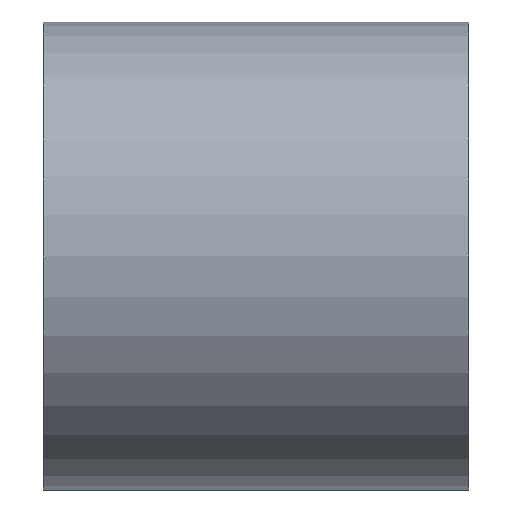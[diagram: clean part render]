
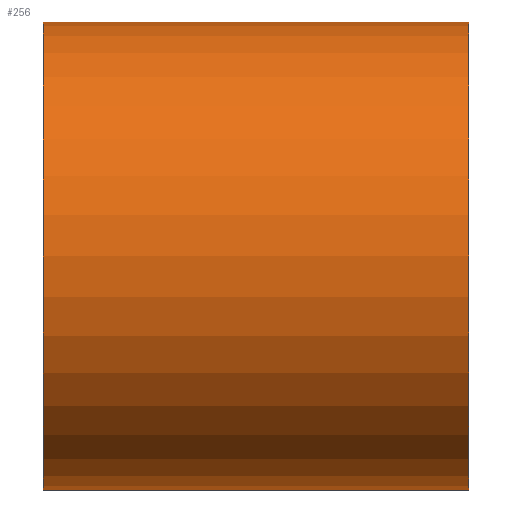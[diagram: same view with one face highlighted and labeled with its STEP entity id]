
A CAD part, left-side view. The second image highlights one B-rep face of the part: STEP entity #256.
In plain terms, the highlighted cylindrical face has radius 11 mm (diameter 22 mm), a partial arc.
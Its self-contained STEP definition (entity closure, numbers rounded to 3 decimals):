
#156 = AXIS2_PLACEMENT_3D ( 'NONE', #169, #168, #167 ) ;
#159 = CYLINDRICAL_SURFACE ( 'NONE', #156, 11. ) ;
#160 = FACE_OUTER_BOUND ( 'NONE', #253, .T. ) ;
#167 = DIRECTION ( 'NONE',  ( 0., 0., 1. ) ) ;
#168 = DIRECTION ( 'NONE',  ( 0., 1., 0. ) ) ;
#169 = CARTESIAN_POINT ( 'NONE',  ( 0., 13.586, 0. ) ) ;
#253 = EDGE_LOOP ( 'NONE', ( #254, #279, #281, #294 ) ) ;
#254 = ORIENTED_EDGE ( 'NONE', *, *, #2287, .F. ) ;
#256 = ADVANCED_FACE ( 'NONE', ( #160 ), #159, .T. ) ;
#269 = VERTEX_POINT ( 'NONE', #1847 ) ;
#279 = ORIENTED_EDGE ( 'NONE', *, *, #280, .T. ) ;
#280 = EDGE_CURVE ( 'NONE', #269, #292, #1588, .T. ) ;
#281 = ORIENTED_EDGE ( 'NONE', *, *, #2274, .T. ) ;
#292 = VERTEX_POINT ( 'NONE', #1570 ) ;
#294 = ORIENTED_EDGE ( 'NONE', *, *, #295, .T. ) ;
#295 = EDGE_CURVE ( 'NONE', #2272, #2314, #1616, .T. ) ;
#1570 = CARTESIAN_POINT ( 'NONE',  ( 0., -10., 11. ) ) ;
#1576 = DIRECTION ( 'NONE',  ( 0., 0., 1. ) ) ;
#1577 = DIRECTION ( 'NONE',  ( 0., 1., 0. ) ) ;
#1578 = AXIS2_PLACEMENT_3D ( 'NONE', #1581, #1577, #1576 ) ;
#1581 = CARTESIAN_POINT ( 'NONE',  ( 0., -10., 0. ) ) ;
#1584 = DIRECTION ( 'NONE',  ( 0., 0., -1. ) ) ;
#1585 = DIRECTION ( 'NONE',  ( 0., -1., 0. ) ) ;
#1586 = CARTESIAN_POINT ( 'NONE',  ( 0., 10., 0. ) ) ;
#1587 = AXIS2_PLACEMENT_3D ( 'NONE', #1586, #1585, #1584 ) ;
#1588 = CIRCLE ( 'NONE', #1578, 11. ) ;
#1616 = CIRCLE ( 'NONE', #1587, 11. ) ;
#1847 = CARTESIAN_POINT ( 'NONE',  ( 0., -10., -11. ) ) ;
#2272 = VERTEX_POINT ( 'NONE', #2409 ) ;
#2274 = EDGE_CURVE ( 'NONE', #292, #2272, #2402, .T. ) ;
#2287 = EDGE_CURVE ( 'NONE', #269, #2314, #2441, .T. ) ;
#2314 = VERTEX_POINT ( 'NONE', #2568 ) ;
#2389 = CARTESIAN_POINT ( 'NONE',  ( 0., 13.586, 11. ) ) ;
#2402 = LINE ( 'NONE', #2389, #2417 ) ;
#2409 = CARTESIAN_POINT ( 'NONE',  ( 0., 10., 11. ) ) ;
#2412 = DIRECTION ( 'NONE',  ( 0., 1., 0. ) ) ;
#2417 = VECTOR ( 'NONE', #2412, 1000. ) ;
#2418 = VECTOR ( 'NONE', #2431, 1000. ) ;
#2431 = DIRECTION ( 'NONE',  ( 0., 1., 0. ) ) ;
#2441 = LINE ( 'NONE', #2446, #2418 ) ;
#2446 = CARTESIAN_POINT ( 'NONE',  ( 0., 13.586, -11. ) ) ;
#2568 = CARTESIAN_POINT ( 'NONE',  ( 0., 10., -11. ) ) ;
